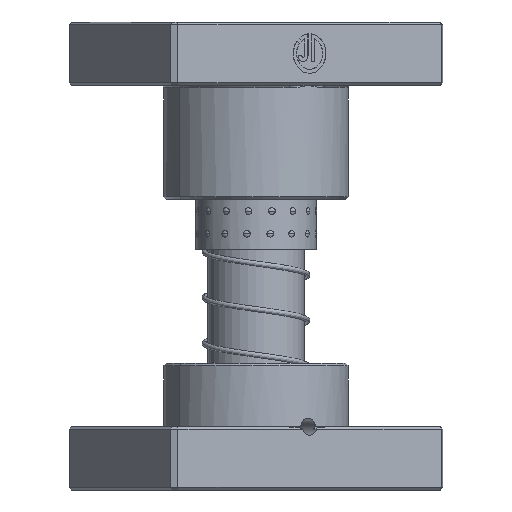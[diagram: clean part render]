
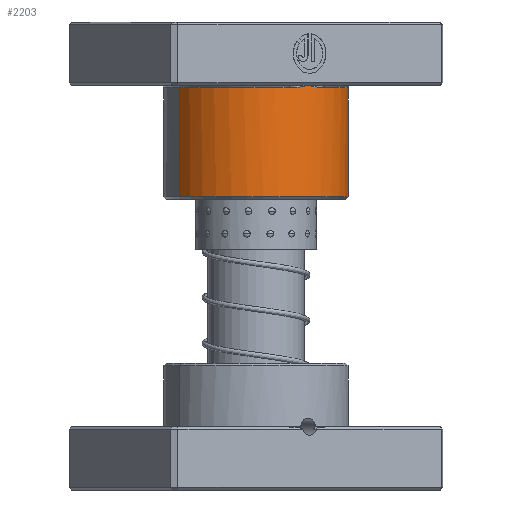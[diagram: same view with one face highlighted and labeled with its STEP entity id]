
A CAD part, front view. The second image highlights one B-rep face of the part: STEP entity #2203.
In plain terms, the highlighted cylindrical face has radius 36.5 mm (diameter 73 mm), a partial arc.
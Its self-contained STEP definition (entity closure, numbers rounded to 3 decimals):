
#576 = DIRECTION ( 'NONE',  ( 0., 0., -1. ) ) ;
#1376 = CARTESIAN_POINT ( 'NONE',  ( -2.798, 36.399, 25.459 ) ) ;
#2203 = ADVANCED_FACE ( 'NONE', ( #33291 ), #16411, .T. ) ;
#2771 = VERTEX_POINT ( 'NONE', #8632 ) ;
#3000 = VERTEX_POINT ( 'NONE', #26769 ) ;
#3093 = CARTESIAN_POINT ( 'NONE',  ( 0., 0., 26. ) ) ;
#3388 = CARTESIAN_POINT ( 'NONE',  ( 7.68, 35.69, 26. ) ) ;
#4031 = CARTESIAN_POINT ( 'NONE',  ( 36.5, 0., 70. ) ) ;
#4452 = CARTESIAN_POINT ( 'NONE',  ( 8.373, 35.527, 26. ) ) ;
#4523 = VERTEX_POINT ( 'NONE', #4452 ) ;
#4536 = CARTESIAN_POINT ( 'NONE',  ( -4.89, 36.178, 25.754 ) ) ;
#5917 = ORIENTED_EDGE ( 'NONE', *, *, #9140, .T. ) ;
#6249 = DIRECTION ( 'NONE',  ( 1., 0., 0. ) ) ;
#6545 = CARTESIAN_POINT ( 'NONE',  ( 5.587, 36.077, 25.837 ) ) ;
#7529 = VECTOR ( 'NONE', #26268, 1000. ) ;
#7654 = CARTESIAN_POINT ( 'NONE',  ( 0., 0., 69. ) ) ;
#7759 = CARTESIAN_POINT ( 'NONE',  ( -6.984, 35.833, 25.96 ) ) ;
#8632 = CARTESIAN_POINT ( 'NONE',  ( -36.5, 0., 26. ) ) ;
#9140 = EDGE_CURVE ( 'NONE', #19922, #26397, #22758, .T. ) ;
#9759 = CARTESIAN_POINT ( 'NONE',  ( 2.798, 36.42, 25.47 ) ) ;
#10016 = CARTESIAN_POINT ( 'NONE',  ( 0., 0., 70. ) ) ;
#10119 = ORIENTED_EDGE ( 'NONE', *, *, #28263, .T. ) ;
#10140 = B_SPLINE_CURVE_WITH_KNOTS ( 'NONE', 3,
 ( #36158, #13980, #17176, #39376, #20347, #1376, #23571, #4536, #26782, #7759, #29968, #10919 ),
 .UNSPECIFIED., .F., .F.,
 ( 4, 2, 2, 2, 2, 4 ),
 ( 0., 0.001, 0.002, 0.004, 0.006, 0.008 ),
 .UNSPECIFIED. ) ;
#10814 = DIRECTION ( 'NONE',  ( 1., 0., 0. ) ) ;
#10919 = CARTESIAN_POINT ( 'NONE',  ( -8.373, 35.527, 26. ) ) ;
#11929 = CARTESIAN_POINT ( 'NONE',  ( -36.5, 0., 69. ) ) ;
#12803 = CARTESIAN_POINT ( 'NONE',  ( 8.373, 35.527, 26. ) ) ;
#12938 = CARTESIAN_POINT ( 'NONE',  ( 0., 36.5, 25. ) ) ;
#13066 = DIRECTION ( 'NONE',  ( -1., 0., 0. ) ) ;
#13802 = DIRECTION ( 'NONE',  ( 0., 0., -1. ) ) ;
#13980 = CARTESIAN_POINT ( 'NONE',  ( -0.349, 36.5, 25.059 ) ) ;
#15428 = CARTESIAN_POINT ( 'NONE',  ( 0., 0., 26. ) ) ;
#15974 = LINE ( 'NONE', #4031, #7529 ) ;
#16411 = CYLINDRICAL_SURFACE ( 'NONE', #18275, 36.5 ) ;
#17176 = CARTESIAN_POINT ( 'NONE',  ( -0.701, 36.495, 25.118 ) ) ;
#18275 = AXIS2_PLACEMENT_3D ( 'NONE', #10016, #576, #13066 ) ;
#18630 = DIRECTION ( 'NONE',  ( 1., 0., 0. ) ) ;
#19564 = EDGE_CURVE ( 'NONE', #4523, #3000, #20401, .T. ) ;
#19922 = VERTEX_POINT ( 'NONE', #11929 ) ;
#20129 = CIRCLE ( 'NONE', #36142, 36.5 ) ;
#20347 = CARTESIAN_POINT ( 'NONE',  ( -1.75, 36.46, 25.291 ) ) ;
#20401 = B_SPLINE_CURVE_WITH_KNOTS ( 'NONE', 3,
 ( #12803, #3388, #25605, #6545, #28787, #9759, #31958, #12938 ),
 .UNSPECIFIED., .F., .F.,
 ( 4, 2, 2, 4 ),
 ( 0., 0.002, 0.004, 0.009 ),
 .UNSPECIFIED. ) ;
#20930 = ORIENTED_EDGE ( 'NONE', *, *, #36485, .T. ) ;
#21316 = ORIENTED_EDGE ( 'NONE', *, *, #34632, .T. ) ;
#21968 = LINE ( 'NONE', #32671, #30424 ) ;
#22758 = CIRCLE ( 'NONE', #39364, 36.5 ) ;
#23557 = VERTEX_POINT ( 'NONE', #32097 ) ;
#23571 = CARTESIAN_POINT ( 'NONE',  ( -3.495, 36.339, 25.565 ) ) ;
#25290 = DIRECTION ( 'NONE',  ( 0., 0., 1. ) ) ;
#25380 = CARTESIAN_POINT ( 'NONE',  ( -8.373, 35.527, 26. ) ) ;
#25605 = CARTESIAN_POINT ( 'NONE',  ( 6.984, 35.833, 25.96 ) ) ;
#26268 = DIRECTION ( 'NONE',  ( 0., 0., -1. ) ) ;
#26397 = VERTEX_POINT ( 'NONE', #37332 ) ;
#26762 = EDGE_LOOP ( 'NONE', ( #5917, #20930, #35223, #30561, #10119, #21316, #27246 ) ) ;
#26769 = CARTESIAN_POINT ( 'NONE',  ( 0., 36.5, 25. ) ) ;
#26782 = CARTESIAN_POINT ( 'NONE',  ( -5.587, 36.077, 25.837 ) ) ;
#27246 = ORIENTED_EDGE ( 'NONE', *, *, #39752, .F. ) ;
#28263 = EDGE_CURVE ( 'NONE', #3000, #28561, #10140, .T. ) ;
#28561 = VERTEX_POINT ( 'NONE', #25380 ) ;
#28623 = CIRCLE ( 'NONE', #31937, 36.5 ) ;
#28787 = CARTESIAN_POINT ( 'NONE',  ( 4.89, 36.178, 25.754 ) ) ;
#29861 = DIRECTION ( 'NONE',  ( 0., 0., -1. ) ) ;
#29968 = CARTESIAN_POINT ( 'NONE',  ( -7.68, 35.69, 26. ) ) ;
#30424 = VECTOR ( 'NONE', #13802, 1000. ) ;
#30561 = ORIENTED_EDGE ( 'NONE', *, *, #19564, .T. ) ;
#31937 = AXIS2_PLACEMENT_3D ( 'NONE', #15428, #37604, #18630 ) ;
#31958 = CARTESIAN_POINT ( 'NONE',  ( 1.403, 36.5, 25.235 ) ) ;
#32097 = CARTESIAN_POINT ( 'NONE',  ( 36.5, 0., 26. ) ) ;
#32671 = CARTESIAN_POINT ( 'NONE',  ( -36.5, 0., 70. ) ) ;
#33291 = FACE_OUTER_BOUND ( 'NONE', #26762, .T. ) ;
#34632 = EDGE_CURVE ( 'NONE', #28561, #2771, #28623, .T. ) ;
#34674 = EDGE_CURVE ( 'NONE', #23557, #4523, #20129, .T. ) ;
#35223 = ORIENTED_EDGE ( 'NONE', *, *, #34674, .T. ) ;
#36142 = AXIS2_PLACEMENT_3D ( 'NONE', #3093, #25290, #6249 ) ;
#36158 = CARTESIAN_POINT ( 'NONE',  ( 0., 36.5, 25. ) ) ;
#36485 = EDGE_CURVE ( 'NONE', #26397, #23557, #15974, .T. ) ;
#37332 = CARTESIAN_POINT ( 'NONE',  ( 36.5, 0., 69. ) ) ;
#37604 = DIRECTION ( 'NONE',  ( 0., 0., 1. ) ) ;
#39364 = AXIS2_PLACEMENT_3D ( 'NONE', #7654, #29861, #10814 ) ;
#39376 = CARTESIAN_POINT ( 'NONE',  ( -1.4, 36.475, 25.234 ) ) ;
#39752 = EDGE_CURVE ( 'NONE', #19922, #2771, #21968, .T. ) ;
